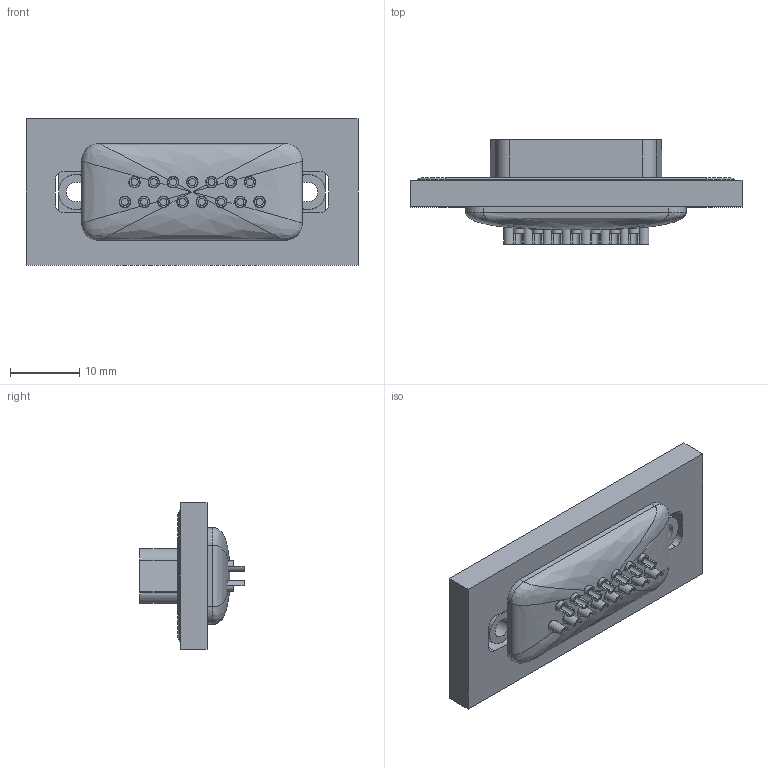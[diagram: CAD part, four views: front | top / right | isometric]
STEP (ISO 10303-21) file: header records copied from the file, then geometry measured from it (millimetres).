
FILE_DESCRIPTION (( 'STEP AP214' ), '1' );
FILE_NAME ('WPSD15S.STEP', '2006-09-01T13:33:20', ( 'X' ), ( 'L-COM' ), 'SwSTEP 2.0', 'SolidWorks 2006052', '' );
FILE_SCHEMA (( 'AUTOMOTIVE_DESIGN' ));
Length unit declared in the file: inch
Products named in the file (5): WPSD15S; WPSD15; WPSD15-MA2; WPSD15P-MA1; SD15S_With Clinch Nuts
Assembly tree (4 placements, depth 2):
  WPSD15S
    WPSD15
    WPSD15-MA2
    WPSD15P-MA1
    SD15S_With Clinch Nuts
Bounding box: 47.78 x 15.01 x 21.1 mm (x, y, z)
Volume: 5232 mm3; surface area: 6345 mm2
Topology: 4 solids, 4 shells, 460 faces, 1180 edges, 731 vertices
Faces by surface type: cylinder 211, plane 193, bspline 32, torus 24
Entity records: 23012 total; most frequent: CARTESIAN_POINT 8412, ORIENTED_EDGE 2328, DIRECTION 2243, EDGE_CURVE 1164, AXIS2_PLACEMENT_3D 828, VERTEX_POINT 731, VECTOR 587, LINE 587
